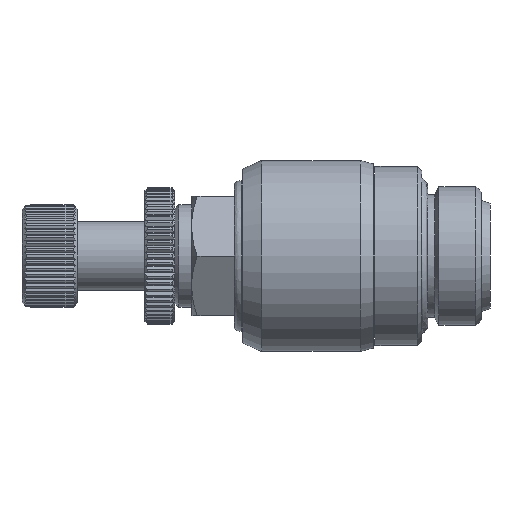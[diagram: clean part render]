
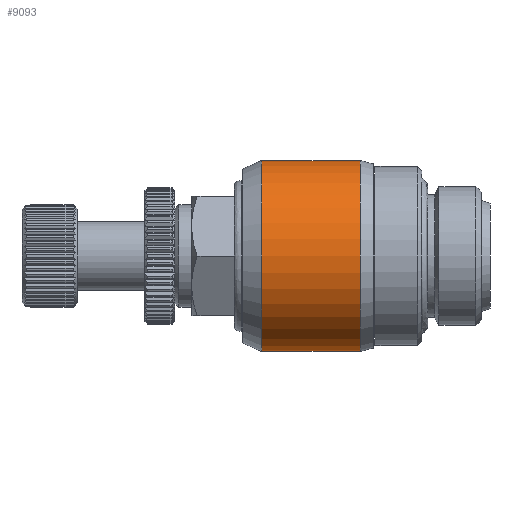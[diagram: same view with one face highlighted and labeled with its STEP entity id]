
A CAD part, left-side view. The second image highlights one B-rep face of the part: STEP entity #9093.
In plain terms, the highlighted cylindrical face has radius 11.2 mm (diameter 22.4 mm), a partial arc.
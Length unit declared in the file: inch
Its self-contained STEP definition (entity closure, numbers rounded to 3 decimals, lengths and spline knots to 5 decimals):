
#1988 = ORIENTED_EDGE ( 'NONE', *, *, #2774, .T. ) ;
#2299 = VECTOR ( 'NONE', #25203, 39.37008 ) ;
#2774 = EDGE_CURVE ( 'NONE', #14547, #7943, #14234, .T. ) ;
#3053 = DIRECTION ( 'NONE',  ( 0., -1., 0. ) ) ;
#3556 = ORIENTED_EDGE ( 'NONE', *, *, #9110, .T. ) ;
#4214 = VERTEX_POINT ( 'NONE', #19632 ) ;
#5468 = CARTESIAN_POINT ( 'NONE',  ( 0., 0.82677, -0.44094 ) ) ;
#6122 = CARTESIAN_POINT ( 'NONE',  ( 0., 1.05512, -0.44094 ) ) ;
#7367 = DIRECTION ( 'NONE',  ( 0., 1., 0. ) ) ;
#7943 = VERTEX_POINT ( 'NONE', #27482 ) ;
#9093 = ADVANCED_FACE ( 'NONE', ( #21043 ), #18328, .T. ) ;
#9110 = EDGE_CURVE ( 'NONE', #4214, #16180, #21358, .T. ) ;
#9210 = DIRECTION ( 'NONE',  ( 0., 1., 0. ) ) ;
#11342 = CARTESIAN_POINT ( 'NONE',  ( 0., 0.82677, 0. ) ) ;
#12026 = EDGE_LOOP ( 'NONE', ( #16865, #1988, #20656, #3556 ) ) ;
#12318 = CARTESIAN_POINT ( 'NONE',  ( 0., 0.82677, 0.44094 ) ) ;
#13651 = AXIS2_PLACEMENT_3D ( 'NONE', #20177, #7367, #22366 ) ;
#14234 = CIRCLE ( 'NONE', #13651, 0.44094 ) ;
#14547 = VERTEX_POINT ( 'NONE', #26657 ) ;
#15862 = CARTESIAN_POINT ( 'NONE',  ( 0., 1.05512, 0. ) ) ;
#16131 = DIRECTION ( 'NONE',  ( 0., 1., 0. ) ) ;
#16180 = VERTEX_POINT ( 'NONE', #6122 ) ;
#16865 = ORIENTED_EDGE ( 'NONE', *, *, #23733, .F. ) ;
#17977 = DIRECTION ( 'NONE',  ( 0., 0., 1. ) ) ;
#18328 = CYLINDRICAL_SURFACE ( 'NONE', #18514, 0.44094 ) ;
#18514 = AXIS2_PLACEMENT_3D ( 'NONE', #11342, #9210, #22152 ) ;
#19006 = LINE ( 'NONE', #5468, #24016 ) ;
#19632 = CARTESIAN_POINT ( 'NONE',  ( 0., 1.05512, 0.44094 ) ) ;
#19793 = EDGE_CURVE ( 'NONE', #7943, #4214, #24392, .T. ) ;
#20177 = CARTESIAN_POINT ( 'NONE',  ( 0., 0.59843, 0. ) ) ;
#20656 = ORIENTED_EDGE ( 'NONE', *, *, #19793, .T. ) ;
#21043 = FACE_OUTER_BOUND ( 'NONE', #12026, .T. ) ;
#21358 = CIRCLE ( 'NONE', #24267, 0.44094 ) ;
#22152 = DIRECTION ( 'NONE',  ( 0., 0., 1. ) ) ;
#22366 = DIRECTION ( 'NONE',  ( 0., 0., 1. ) ) ;
#23733 = EDGE_CURVE ( 'NONE', #14547, #16180, #19006, .T. ) ;
#24016 = VECTOR ( 'NONE', #16131, 39.37008 ) ;
#24267 = AXIS2_PLACEMENT_3D ( 'NONE', #15862, #3053, #17977 ) ;
#24392 = LINE ( 'NONE', #12318, #2299 ) ;
#25203 = DIRECTION ( 'NONE',  ( 0., 1., 0. ) ) ;
#26657 = CARTESIAN_POINT ( 'NONE',  ( 0., 0.59843, -0.44094 ) ) ;
#27482 = CARTESIAN_POINT ( 'NONE',  ( 0., 0.59843, 0.44094 ) ) ;
